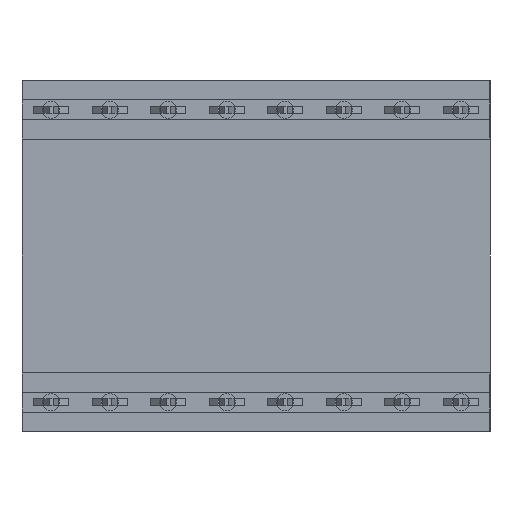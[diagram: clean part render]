
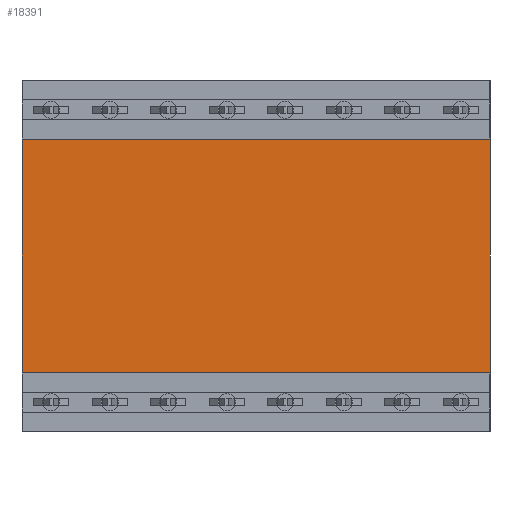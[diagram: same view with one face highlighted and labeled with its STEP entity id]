
A CAD part, front view. The second image highlights one B-rep face of the part: STEP entity #18391.
In plain terms, the highlighted face is planar.
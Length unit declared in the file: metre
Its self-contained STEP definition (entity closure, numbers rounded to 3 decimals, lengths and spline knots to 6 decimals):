
#7141=ORIENTED_EDGE('',*,*,#9871,.T.);
#7142=ORIENTED_EDGE('',*,*,#9872,.T.);
#7143=ORIENTED_EDGE('',*,*,#9873,.T.);
#7144=ORIENTED_EDGE('',*,*,#9874,.T.);
#9871=EDGE_CURVE('',#11631,#11632,#13145,.T.);
#9872=EDGE_CURVE('',#11632,#11633,#13146,.T.);
#9873=EDGE_CURVE('',#11633,#11634,#13147,.T.);
#9874=EDGE_CURVE('',#11634,#11631,#13148,.T.);
#11631=VERTEX_POINT('',#33071);
#11632=VERTEX_POINT('',#33072);
#11633=VERTEX_POINT('',#33074);
#11634=VERTEX_POINT('',#33076);
#13145=LINE('',#33070,#14527);
#13146=LINE('',#33073,#14528);
#13147=LINE('',#33075,#14529);
#13148=LINE('',#33077,#14530);
#14527=VECTOR('',#26199,1.);
#14528=VECTOR('',#26200,1.);
#14529=VECTOR('',#26201,1.);
#14530=VECTOR('',#26202,1.);
#15457=EDGE_LOOP('',(#7141,#7142,#7143,#7144));
#16623=FACE_BOUND('',#15457,.T.);
#17423=PLANE('',#21259);
#18391=ADVANCED_FACE('',(#16623),#17423,.F.);
#21259=AXIS2_PLACEMENT_3D('',#33069,#26197,#26198);
#26197=DIRECTION('',(0.,0.,1.));
#26198=DIRECTION('',(1.,0.,0.));
#26199=DIRECTION('',(1.,0.,0.));
#26200=DIRECTION('',(0.,-1.,0.));
#26201=DIRECTION('',(-1.,0.,0.));
#26202=DIRECTION('',(0.,1.,0.));
#33069=CARTESIAN_POINT('',(0.,0.,-0.0015));
#33070=CARTESIAN_POINT('',(-0.00762,0.01016,-0.0015));
#33071=CARTESIAN_POINT('',(-0.00762,0.01016,-0.0015));
#33072=CARTESIAN_POINT('',(0.00762,0.01016,-0.0015));
#33073=CARTESIAN_POINT('',(0.00762,0.01016,-0.0015));
#33074=CARTESIAN_POINT('',(0.00762,-0.01016,-0.0015));
#33075=CARTESIAN_POINT('',(0.00762,-0.01016,-0.0015));
#33076=CARTESIAN_POINT('',(-0.00762,-0.01016,-0.0015));
#33077=CARTESIAN_POINT('',(-0.00762,-0.01016,-0.0015));
